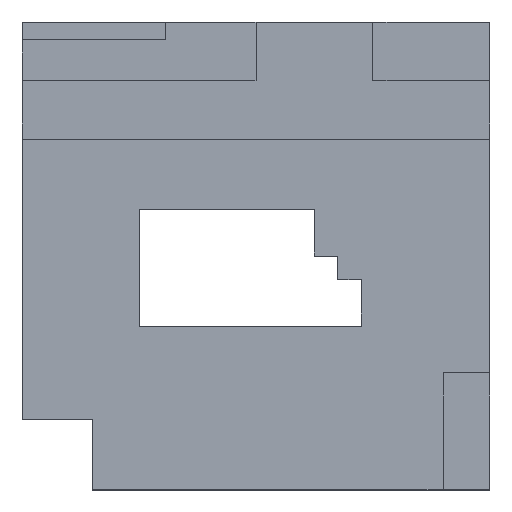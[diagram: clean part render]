
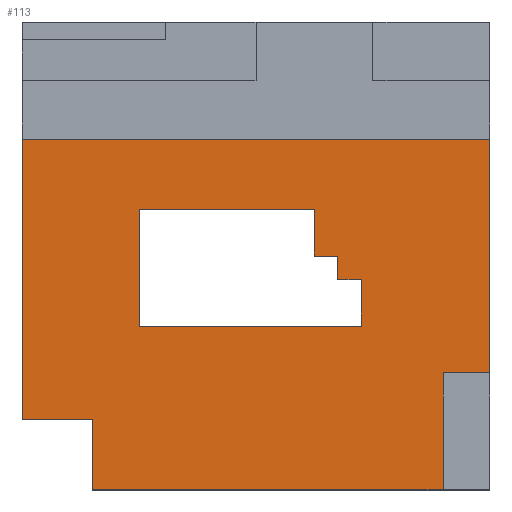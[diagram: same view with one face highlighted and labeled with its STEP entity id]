
A CAD part, top view. The second image highlights one B-rep face of the part: STEP entity #113.
In plain terms, the highlighted planar face has unit normal (0, 0, 1).
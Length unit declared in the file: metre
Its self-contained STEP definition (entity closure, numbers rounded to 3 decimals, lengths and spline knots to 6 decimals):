
#113=ADVANCED_FACE('0:73',(#160,#161),#162,.T.);
#160=FACE_OUTER_BOUND('',#224,.T.);
#161=FACE_BOUND('',#225,.T.);
#162=PLANE('',#226);
#224=EDGE_LOOP('',(#381,#382,#383,#384,#385,#386,#387,#388));
#225=EDGE_LOOP('',(#389,#390,#391,#392,#393,#394,#395,#396));
#226=AXIS2_PLACEMENT_3D('',#397,#398,#399);
#381=ORIENTED_EDGE('',*,*,#563,.F.);
#382=ORIENTED_EDGE('',*,*,#564,.F.);
#383=ORIENTED_EDGE('',*,*,#547,.F.);
#384=ORIENTED_EDGE('',*,*,#562,.F.);
#385=ORIENTED_EDGE('',*,*,#558,.F.);
#386=ORIENTED_EDGE('',*,*,#565,.T.);
#387=ORIENTED_EDGE('',*,*,#566,.T.);
#388=ORIENTED_EDGE('',*,*,#567,.F.);
#389=ORIENTED_EDGE('',*,*,#568,.T.);
#390=ORIENTED_EDGE('',*,*,#569,.T.);
#391=ORIENTED_EDGE('',*,*,#570,.T.);
#392=ORIENTED_EDGE('',*,*,#571,.T.);
#393=ORIENTED_EDGE('',*,*,#572,.T.);
#394=ORIENTED_EDGE('',*,*,#573,.T.);
#395=ORIENTED_EDGE('',*,*,#574,.T.);
#396=ORIENTED_EDGE('',*,*,#575,.T.);
#397=CARTESIAN_POINT('',(0.0,0.0,0.00735));
#398=DIRECTION('',(0.0,0.0,1.0));
#399=DIRECTION('',(1.0,-0.0,0.0));
#547=EDGE_CURVE('0:178',#652,#654,#655,.T.);
#558=EDGE_CURVE('0:229',#672,#674,#675,.T.);
#562=EDGE_CURVE('0:253',#674,#652,#679,.T.);
#563=EDGE_CURVE('0:256',#680,#681,#682,.T.);
#564=EDGE_CURVE('0:259',#654,#680,#683,.T.);
#565=EDGE_CURVE('0:262',#672,#684,#685,.T.);
#566=EDGE_CURVE('0:265',#684,#686,#687,.T.);
#567=EDGE_CURVE('0:268',#681,#686,#688,.T.);
#568=EDGE_CURVE('0:271',#689,#690,#691,.T.);
#569=EDGE_CURVE('0:274',#690,#692,#693,.T.);
#570=EDGE_CURVE('0:277',#692,#694,#695,.T.);
#571=EDGE_CURVE('0:280',#694,#696,#697,.T.);
#572=EDGE_CURVE('0:283',#696,#698,#699,.T.);
#573=EDGE_CURVE('0:286',#698,#700,#701,.T.);
#574=EDGE_CURVE('0:289',#700,#702,#703,.T.);
#575=EDGE_CURVE('0:292',#702,#689,#704,.T.);
#652=VERTEX_POINT('',#820);
#654=VERTEX_POINT('',#823);
#655=LINE('',#824,#825);
#672=VERTEX_POINT('',#851);
#674=VERTEX_POINT('',#854);
#675=LINE('',#855,#856);
#679=LINE('',#863,#864);
#680=VERTEX_POINT('',#865);
#681=VERTEX_POINT('',#866);
#682=LINE('',#867,#868);
#683=LINE('',#869,#870);
#684=VERTEX_POINT('',#871);
#685=LINE('',#872,#873);
#686=VERTEX_POINT('',#874);
#687=LINE('',#875,#876);
#688=LINE('',#877,#878);
#689=VERTEX_POINT('',#879);
#690=VERTEX_POINT('',#880);
#691=LINE('',#881,#882);
#692=VERTEX_POINT('',#883);
#693=LINE('',#884,#885);
#694=VERTEX_POINT('',#886);
#695=LINE('',#887,#888);
#696=VERTEX_POINT('',#889);
#697=LINE('',#890,#891);
#698=VERTEX_POINT('',#892);
#699=LINE('',#893,#894);
#700=VERTEX_POINT('',#895);
#701=LINE('',#896,#897);
#702=VERTEX_POINT('',#898);
#703=LINE('',#899,#900);
#704=LINE('',#901,#902);
#820=CARTESIAN_POINT('',(0.02,0.01,0.00735));
#823=CARTESIAN_POINT('',(0.02,-0.01,0.00735));
#824=CARTESIAN_POINT('',(0.02,0.02,0.00735));
#825=VECTOR('',#996,1.0);
#851=CARTESIAN_POINT('',(-0.02,-0.014,0.00735));
#854=CARTESIAN_POINT('',(-0.02,0.01,0.00735));
#855=CARTESIAN_POINT('',(-0.02,-0.02,0.00735));
#856=VECTOR('',#1007,1.0);
#863=CARTESIAN_POINT('',(-0.02,0.01,0.00735));
#864=VECTOR('',#1011,1.0);
#865=CARTESIAN_POINT('',(0.016,-0.01,0.00735));
#866=CARTESIAN_POINT('',(0.016,-0.02,0.00735));
#867=CARTESIAN_POINT('',(0.016,-0.01,0.00735));
#868=VECTOR('',#1012,1.0);
#869=CARTESIAN_POINT('',(0.02,-0.01,0.00735));
#870=VECTOR('',#1013,1.0);
#871=CARTESIAN_POINT('',(-0.014,-0.014,0.00735));
#872=CARTESIAN_POINT('',(-0.02,-0.014,0.00735));
#873=VECTOR('',#1014,1.0);
#874=CARTESIAN_POINT('',(-0.014,-0.02,0.00735));
#875=CARTESIAN_POINT('',(-0.014,-0.014,0.00735));
#876=VECTOR('',#1015,1.0);
#877=CARTESIAN_POINT('',(0.02,-0.02,0.00735));
#878=VECTOR('',#1016,1.0);
#879=CARTESIAN_POINT('',(0.009,-0.006,0.00735));
#880=CARTESIAN_POINT('',(-0.01,-0.006,0.00735));
#881=CARTESIAN_POINT('',(0.009,-0.006,0.00735));
#882=VECTOR('',#1017,1.0);
#883=CARTESIAN_POINT('',(-0.01,0.004,0.00735));
#884=CARTESIAN_POINT('',(-0.01,-0.006,0.00735));
#885=VECTOR('',#1018,1.0);
#886=CARTESIAN_POINT('',(0.005,0.004,0.00735));
#887=CARTESIAN_POINT('',(-0.01,0.004,0.00735));
#888=VECTOR('',#1019,1.0);
#889=CARTESIAN_POINT('',(0.005,0.0,0.00735));
#890=CARTESIAN_POINT('',(0.005,0.004,0.00735));
#891=VECTOR('',#1020,1.0);
#892=CARTESIAN_POINT('',(0.007,0.0,0.00735));
#893=CARTESIAN_POINT('',(0.005,0.0,0.00735));
#894=VECTOR('',#1021,1.0);
#895=CARTESIAN_POINT('',(0.007,-0.002,0.00735));
#896=CARTESIAN_POINT('',(0.007,0.0,0.00735));
#897=VECTOR('',#1022,1.0);
#898=CARTESIAN_POINT('',(0.009,-0.002,0.00735));
#899=CARTESIAN_POINT('',(0.007,-0.002,0.00735));
#900=VECTOR('',#1023,1.0);
#901=CARTESIAN_POINT('',(0.009,-0.002,0.00735));
#902=VECTOR('',#1024,1.0);
#996=DIRECTION('',(0.0,-1.0,0.0));
#1007=DIRECTION('',(0.0,1.0,0.0));
#1011=DIRECTION('',(1.0,0.0,0.0));
#1012=DIRECTION('',(0.0,-1.0,0.0));
#1013=DIRECTION('',(-1.0,0.0,0.0));
#1014=DIRECTION('',(1.0,0.0,0.0));
#1015=DIRECTION('',(0.0,-1.0,0.0));
#1016=DIRECTION('',(-1.0,0.0,0.0));
#1017=DIRECTION('',(-1.0,0.0,0.0));
#1018=DIRECTION('',(0.0,1.0,0.0));
#1019=DIRECTION('',(1.0,0.0,0.0));
#1020=DIRECTION('',(0.,-1.0,0.0));
#1021=DIRECTION('',(1.0,0.0,0.0));
#1022=DIRECTION('',(0.0,-1.0,0.0));
#1023=DIRECTION('',(1.0,0.0,0.0));
#1024=DIRECTION('',(0.0,-1.0,0.0));
